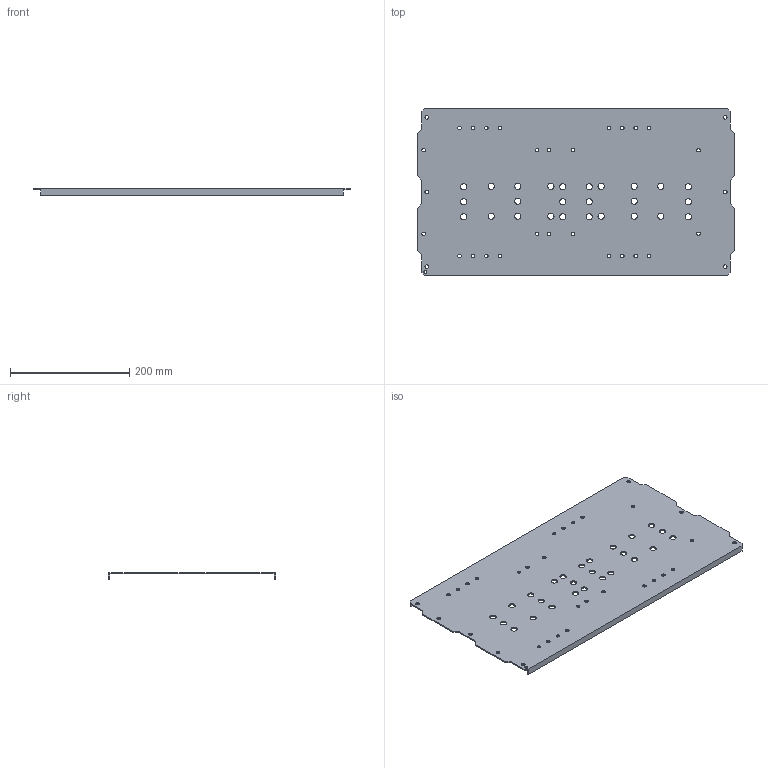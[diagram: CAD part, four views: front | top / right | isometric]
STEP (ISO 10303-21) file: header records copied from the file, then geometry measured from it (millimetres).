
FILE_DESCRIPTION((''),'2;1');
FILE_NAME('PM_ES46_K123_PROGE0001_ASM','2023-02-10T12:49:30',('klemen.sitar'),('Audax d.o.o.'),'CREO PARAMETRIC BY PTC INC, 2021304','CREO PARAMETRIC BY PTC INC, 2021304','');
FILE_SCHEMA(('AP242_MANAGED_MODEL_BASED_3D_ENGINEERING_MIM_LF { 1 0 10303 442 1 1 4 }'));
Length unit declared in the file: millimetre
Products named in the file (3): OPEN_CASCADE_STEP_TRANSLA-16469; PM_2-2_ELS46_K1_ASM; PM_ES46_K123_PROGE0001_ASM
Assembly tree (2 placements, depth 3):
  PM_ES46_K123_PROGE0001_ASM
    PM_2-2_ELS46_K1_ASM
      OPEN_CASCADE_STEP_TRANSLA-16469
Bounding box: 530 x 280 x 11 mm (x, y, z)
Volume: 305092.5 mm3; surface area: 311324.5 mm2
Topology: 1 solids, 1 shells, 152 faces, 446 edges, 296 vertices
Faces by surface type: cylinder 118, plane 34
Entity records: 8216 total; most frequent: DIRECTION 998, CARTESIAN_POINT 906, ORIENTED_EDGE 892, PRESENTATION_STYLE_ASSIGNMENT 599, STYLED_ITEM 599, CURVE_STYLE 446, EDGE_CURVE 446, AXIS2_PLACEMENT_3D 394
